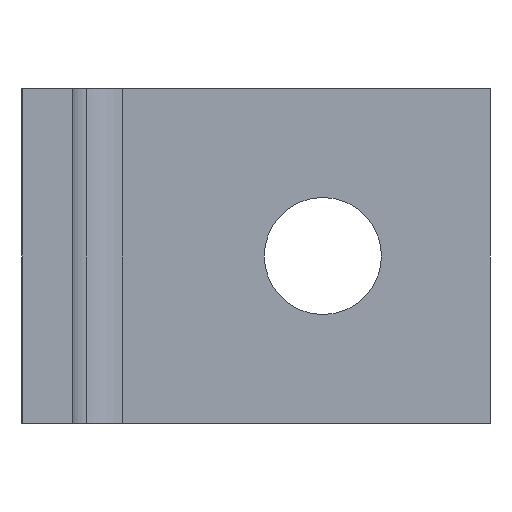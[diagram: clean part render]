
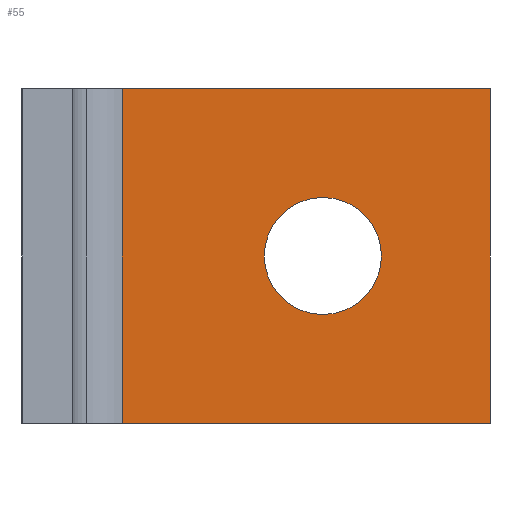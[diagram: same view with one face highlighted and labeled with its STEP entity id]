
A CAD part, front view. The second image highlights one B-rep face of the part: STEP entity #55.
In plain terms, the highlighted planar face has unit normal (0, -1, 0).
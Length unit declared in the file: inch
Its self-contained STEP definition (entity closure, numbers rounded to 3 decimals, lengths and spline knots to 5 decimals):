
#55=ADVANCED_FACE('',(#117,#118),#119,.T.);
#117=FACE_OUTER_BOUND('',#185,.T.);
#118=FACE_BOUND('',#186,.T.);
#119=PLANE('',#187);
#185=EDGE_LOOP('',(#279,#280,#281,#282));
#186=EDGE_LOOP('',(#283,#284));
#187=AXIS2_PLACEMENT_3D('',#285,#286,#287);
#279=ORIENTED_EDGE('',*,*,#398,.F.);
#280=ORIENTED_EDGE('',*,*,#427,.T.);
#281=ORIENTED_EDGE('',*,*,#428,.F.);
#282=ORIENTED_EDGE('',*,*,#429,.T.);
#283=ORIENTED_EDGE('',*,*,#430,.T.);
#284=ORIENTED_EDGE('',*,*,#415,.T.);
#285=CARTESIAN_POINT('',(0.23622,3.26772,-0.7874));
#286=DIRECTION('',(0.,-1.0,0.));
#287=DIRECTION('',(0.,0.,1.0));
#398=EDGE_CURVE('',#466,#468,#469,.T.);
#415=EDGE_CURVE('',#498,#495,#499,.T.);
#427=EDGE_CURVE('',#466,#516,#517,.T.);
#428=EDGE_CURVE('',#518,#516,#519,.T.);
#429=EDGE_CURVE('',#518,#468,#520,.T.);
#430=EDGE_CURVE('',#495,#498,#521,.T.);
#466=VERTEX_POINT('',#566);
#468=VERTEX_POINT('',#568);
#469=LINE('',#569,#570);
#495=VERTEX_POINT('',#601);
#498=VERTEX_POINT('',#605);
#499=CIRCLE('',#606,0.27559);
#516=VERTEX_POINT('',#629);
#517=LINE('',#630,#631);
#518=VERTEX_POINT('',#632);
#519=LINE('',#633,#634);
#520=LINE('',#635,#636);
#521=CIRCLE('',#637,0.27559);
#566=CARTESIAN_POINT('',(0.47244,3.26772,-1.5748));
#568=CARTESIAN_POINT('',(0.47244,3.26772,0.));
#569=CARTESIAN_POINT('',(0.47244,3.26772,-0.7874));
#570=VECTOR('',#692,0.03937);
#601=CARTESIAN_POINT('',(1.14173,3.26772,-0.7874));
#605=CARTESIAN_POINT('',(1.69291,3.26772,-0.7874));
#606=AXIS2_PLACEMENT_3D('',#720,#721,#722);
#629=CARTESIAN_POINT('',(2.20472,3.26772,-1.5748));
#630=CARTESIAN_POINT('',(0.665,3.26772,-1.5748));
#631=VECTOR('',#735,0.03937);
#632=CARTESIAN_POINT('',(2.20472,3.26772,0.));
#633=CARTESIAN_POINT('',(2.20472,3.26772,-0.7874));
#634=VECTOR('',#736,0.03937);
#635=CARTESIAN_POINT('',(0.665,3.26772,0.));
#636=VECTOR('',#737,0.03937);
#637=AXIS2_PLACEMENT_3D('',#738,#739,#740);
#692=DIRECTION('',(0.,0.,1.0));
#720=CARTESIAN_POINT('',(1.41732,3.26772,-0.7874));
#721=DIRECTION('',(0.,1.0,0.));
#722=DIRECTION('',(-1.0,0.,0.));
#735=DIRECTION('',(1.0,0.,0.));
#736=DIRECTION('',(0.,0.,-1.0));
#737=DIRECTION('',(-1.0,0.,0.));
#738=CARTESIAN_POINT('',(1.41732,3.26772,-0.7874));
#739=DIRECTION('',(0.,1.0,0.));
#740=DIRECTION('',(-1.0,0.,0.));
